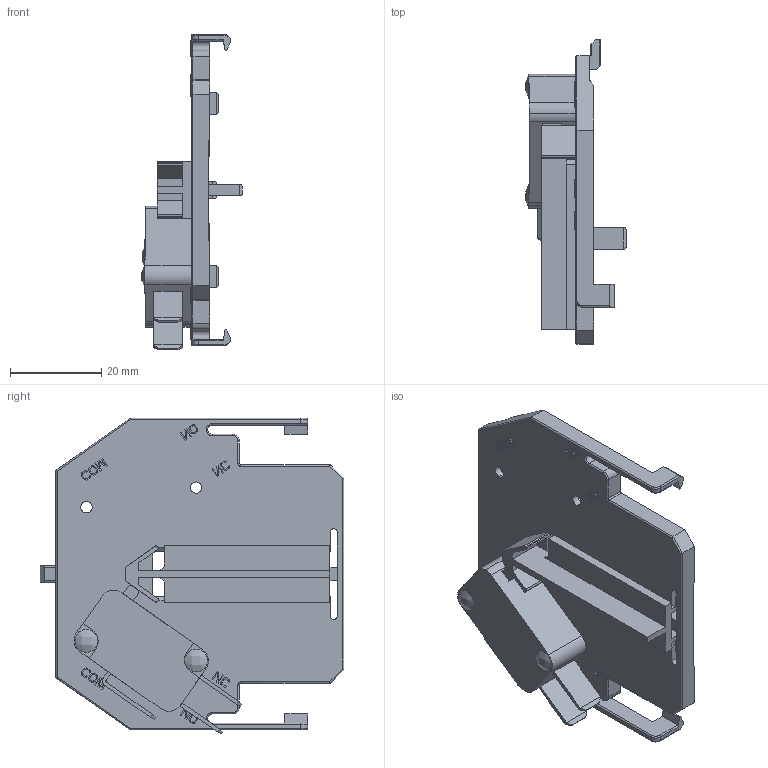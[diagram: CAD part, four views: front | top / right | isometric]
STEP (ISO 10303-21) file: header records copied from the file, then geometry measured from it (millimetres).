
FILE_DESCRIPTION (( 'STEP AP214' ), '1' );
FILE_NAME ('WDPAXFC11.step', '2017-11-28T15:29:04', ( '' ), ( '' ), 'SwSTEP 2.0', 'SolidWorks 2017', '' );
FILE_SCHEMA (( 'AUTOMOTIVE_DESIGN' ));
Length unit declared in the file: inch
Products named in the file (1): WDPAXFC11
Bounding box: 22.01 x 66.8 x 69.35 mm (x, y, z)
Volume: 12587.5 mm3; surface area: 15514.4 mm2
Topology: 2 solids, 2 shells, 924 faces, 2596 edges, 1704 vertices
Faces by surface type: plane 738, cylinder 166, bspline 16, cone 4
Entity records: 30331 total; most frequent: CARTESIAN_POINT 6453, ORIENTED_EDGE 5184, DIRECTION 4585, EDGE_CURVE 2592, LINE 2199, VECTOR 2199, VERTEX_POINT 1704, AXIS2_PLACEMENT_3D 1193
